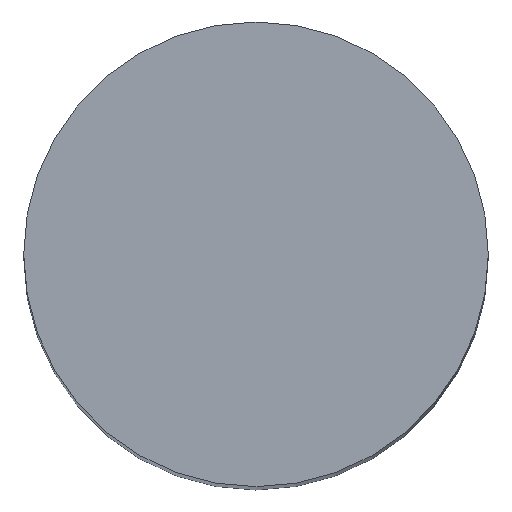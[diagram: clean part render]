
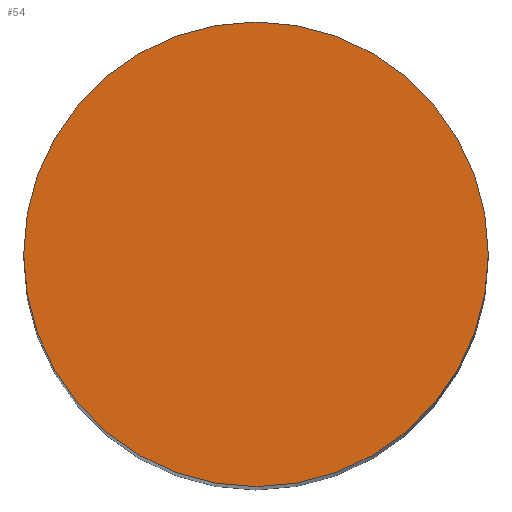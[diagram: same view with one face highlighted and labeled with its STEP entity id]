
A CAD part, top view. The second image highlights one B-rep face of the part: STEP entity #54.
In plain terms, the highlighted planar face has unit normal (0, 0, 1).
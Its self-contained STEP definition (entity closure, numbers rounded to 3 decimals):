
#2 = DIRECTION ( 'NONE',  ( 1., 0., 0. ) ) ;
#6 = ORIENTED_EDGE ( 'NONE', *, *, #95, .T. ) ;
#7 = EDGE_LOOP ( 'NONE', ( #57, #6 ) ) ;
#8 = EDGE_CURVE ( 'NONE', #47, #97, #80, .T. ) ;
#13 = CIRCLE ( 'NONE', #87, 2.25 ) ;
#14 = AXIS2_PLACEMENT_3D ( 'NONE', #29, #83, #15 ) ;
#15 = DIRECTION ( 'NONE',  ( 1., 0., 0. ) ) ;
#25 = FACE_OUTER_BOUND ( 'NONE', #7, .T. ) ;
#29 = CARTESIAN_POINT ( 'NONE',  ( 0., 0., 9.25 ) ) ;
#47 = VERTEX_POINT ( 'NONE', #108 ) ;
#51 = CARTESIAN_POINT ( 'NONE',  ( 2.25, 0., 9.25 ) ) ;
#54 = ADVANCED_FACE ( 'NONE', ( #25 ), #89, .T. ) ;
#57 = ORIENTED_EDGE ( 'NONE', *, *, #8, .T. ) ;
#72 = AXIS2_PLACEMENT_3D ( 'NONE', #107, #116, #2 ) ;
#75 = CARTESIAN_POINT ( 'NONE',  ( 0., 0., 9.25 ) ) ;
#80 = CIRCLE ( 'NONE', #14, 2.25 ) ;
#83 = DIRECTION ( 'NONE',  ( 0., 0., 1. ) ) ;
#87 = AXIS2_PLACEMENT_3D ( 'NONE', #75, #88, #94 ) ;
#88 = DIRECTION ( 'NONE',  ( 0., 0., 1. ) ) ;
#89 = PLANE ( 'NONE',  #72 ) ;
#94 = DIRECTION ( 'NONE',  ( 1., 0., 0. ) ) ;
#95 = EDGE_CURVE ( 'NONE', #97, #47, #13, .T. ) ;
#97 = VERTEX_POINT ( 'NONE', #51 ) ;
#107 = CARTESIAN_POINT ( 'NONE',  ( 0., 0., 9.25 ) ) ;
#108 = CARTESIAN_POINT ( 'NONE',  ( -2.25, 0., 9.25 ) ) ;
#116 = DIRECTION ( 'NONE',  ( 0., 0., 1. ) ) ;
